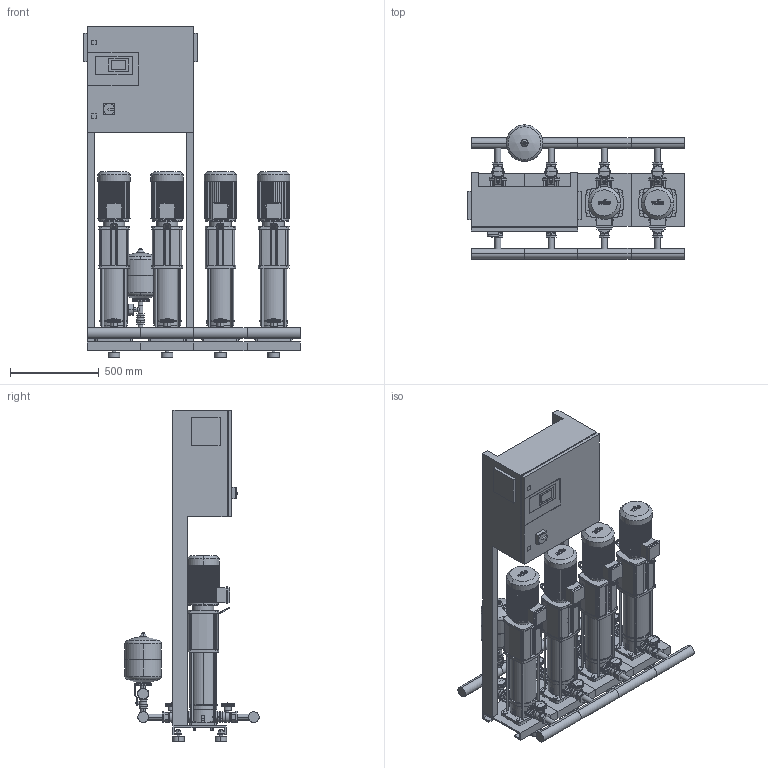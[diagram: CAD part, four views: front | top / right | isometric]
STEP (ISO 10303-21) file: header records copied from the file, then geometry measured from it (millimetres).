
FILE_DESCRIPTION((''),'2;1');
FILE_NAME('3d_CO-4HELIXV414_K_CC-01-2536432.stp','2016-01-25T09:07:07',(''),(''),'Mechanical Desktop 2009','Mechanical Desktop 2009',', , ');
FILE_SCHEMA(('CONFIG_CONTROL_DESIGN'));
Length unit declared in the file: millimetre
Products named in the file (1): Product
Bounding box: 1220 x 756.15 x 1870 mm (x, y, z)
Volume: 198194655.2 mm3; surface area: 10051283 mm2
Topology: 162 solids, 162 shells, 5983 faces, 15791 edges, 10408 vertices
Faces by surface type: plane 2962, bspline 1447, cylinder 1344, cone 204, torus 24, sphere 2
Entity records: 193689 total; most frequent: CARTESIAN_POINT 45506, ORIENTED_EDGE 31550, DIRECTION 28303, EDGE_CURVE 15775, VECTOR 11105, LINE 11105, VERTEX_POINT 10402, AXIS2_PLACEMENT_3D 8599
